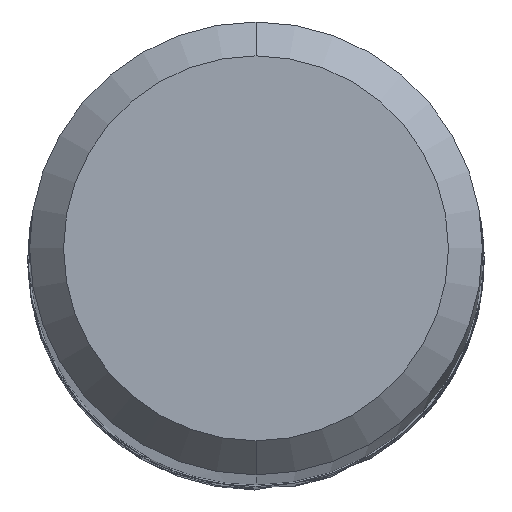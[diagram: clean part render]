
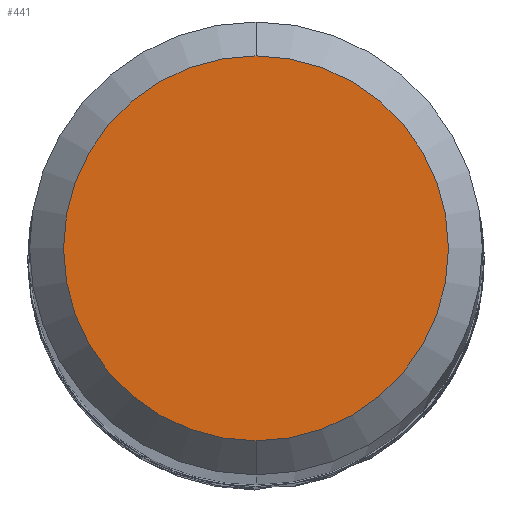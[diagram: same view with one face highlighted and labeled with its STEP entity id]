
A CAD part, top view. The second image highlights one B-rep face of the part: STEP entity #441.
In plain terms, the highlighted planar face has unit normal (0, 0, 1).
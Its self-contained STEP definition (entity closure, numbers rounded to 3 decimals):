
#375=EDGE_CURVE('',#863,#565,#994,.T.);
#441=ADVANCED_FACE('',(#1069),#1070,.T.);
#565=VERTEX_POINT('',#1205);
#757=EDGE_CURVE('',#565,#863,#1410,.T.);
#863=VERTEX_POINT('',#1523);
#994=CIRCLE('',#2843,1.7);
#1069=FACE_OUTER_BOUND('',#2996,.T.);
#1070=PLANE('',#2997);
#1205=CARTESIAN_POINT('',(0.0,1.7,0.0));
#1410=CIRCLE('',#4728,1.7);
#1523=CARTESIAN_POINT('',(0.,-1.7,0.0));
#2843=AXIS2_PLACEMENT_3D('',#6020,#6021,#6022);
#2996=EDGE_LOOP('',(#6162,#6163));
#2997=AXIS2_PLACEMENT_3D('',#6164,#6165,#6166);
#4728=AXIS2_PLACEMENT_3D('',#6481,#6482,#6483);
#6020=CARTESIAN_POINT('',(0.0,0.0,0.0));
#6021=DIRECTION('',(0.0,0.0,-1.0));
#6022=DIRECTION('',(0.0,1.0,0.0));
#6162=ORIENTED_EDGE('',*,*,#757,.F.);
#6163=ORIENTED_EDGE('',*,*,#375,.F.);
#6164=CARTESIAN_POINT('',(0.0,0.85,0.0));
#6165=DIRECTION('',(-0.0,0.0,1.0));
#6166=DIRECTION('',(0.0,-1.0,0.0));
#6481=CARTESIAN_POINT('',(0.0,0.0,0.0));
#6482=DIRECTION('',(0.0,0.0,-1.0));
#6483=DIRECTION('',(0.0,1.0,0.0));
